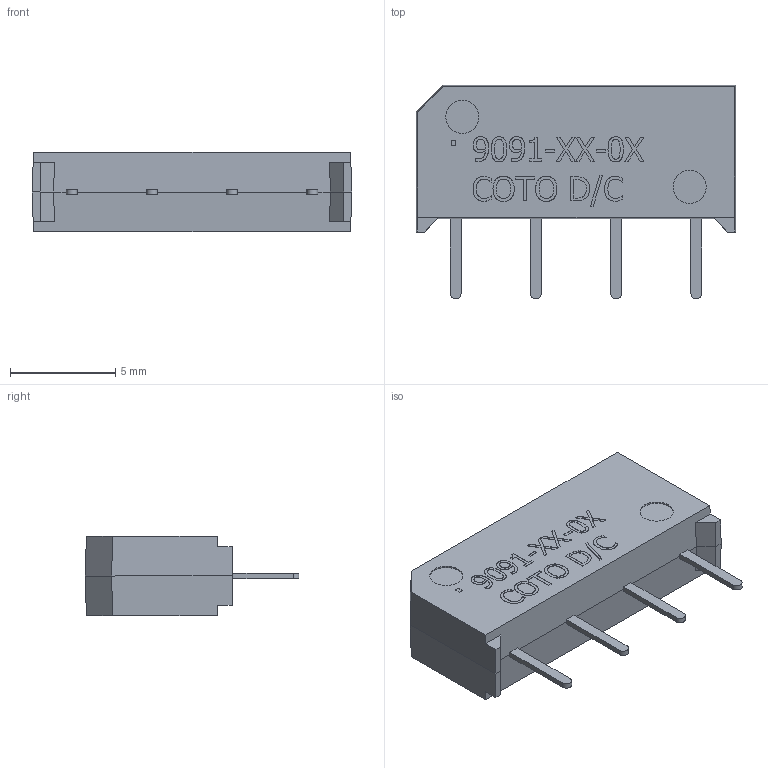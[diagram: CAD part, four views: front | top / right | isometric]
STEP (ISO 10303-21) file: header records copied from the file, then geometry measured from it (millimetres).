
FILE_DESCRIPTION((''),'2;1');
FILE_NAME('9091 (A).stp','2012-09-17T17:21:36',('odafonseca'),(''),'Autodesk Inventor 2011','Autodesk Inventor 2011','');
FILE_SCHEMA(('AUTOMOTIVE_DESIGN { 1 0 10303 214 1 1 1 1 }'));
Length unit declared in the file: inch
Products named in the file (1): 9094 & 9091 (A)
Bounding box: 15.19 x 10.16 x 3.76 mm (x, y, z)
Volume: 216.4 mm3; surface area: 613.5 mm2
Topology: 1 solids, 2 shells, 303 faces, 801 edges, 531 vertices
Faces by surface type: plane 164, bspline 131, cylinder 8
Full cylindrical faces by diameter (mm): 1.575 x2, 4.356 x2
Entity records: 10288 total; most frequent: CARTESIAN_POINT 3335, ORIENTED_EDGE 1594, DIRECTION 897, EDGE_CURVE 797, VERTEX_POINT 531, VECTOR 519, LINE 519, EDGE_LOOP 336
